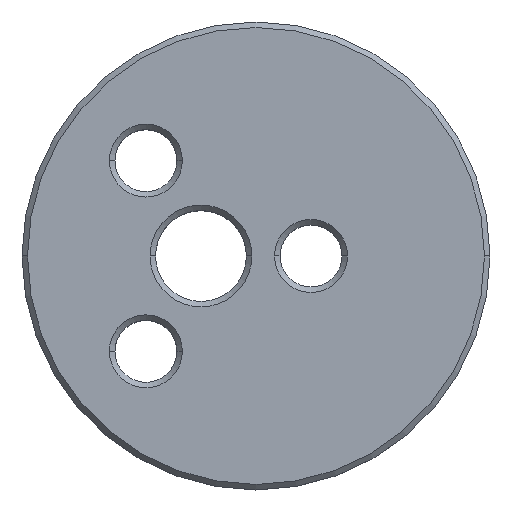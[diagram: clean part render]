
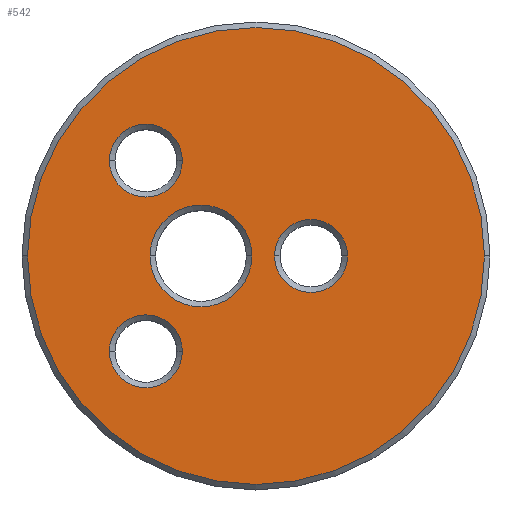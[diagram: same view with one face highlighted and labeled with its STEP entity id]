
A CAD part, top view. The second image highlights one B-rep face of the part: STEP entity #542.
In plain terms, the highlighted planar face has unit normal (0, 0, 1).
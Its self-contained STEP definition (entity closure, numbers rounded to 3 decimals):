
#17 = DIRECTION ( 'NONE',  ( 1., 0., 0. ) ) ;
#18 = PLANE ( 'NONE',  #444 ) ;
#19 = VERTEX_POINT ( 'NONE', #674 ) ;
#50 = AXIS2_PLACEMENT_3D ( 'NONE', #856, #87, #580 ) ;
#78 = VERTEX_POINT ( 'NONE', #793 ) ;
#87 = DIRECTION ( 'NONE',  ( 0., 0., -1. ) ) ;
#103 = VERTEX_POINT ( 'NONE', #584 ) ;
#109 = ORIENTED_EDGE ( 'NONE', *, *, #913, .T. ) ;
#131 = DIRECTION ( 'NONE',  ( 0., 0., -1. ) ) ;
#145 = ORIENTED_EDGE ( 'NONE', *, *, #553, .T. ) ;
#159 = VERTEX_POINT ( 'NONE', #953 ) ;
#181 = EDGE_LOOP ( 'NONE', ( #762, #109 ) ) ;
#187 = FACE_BOUND ( 'NONE', #647, .T. ) ;
#191 = DIRECTION ( 'NONE',  ( 0., 0., 1. ) ) ;
#195 = ORIENTED_EDGE ( 'NONE', *, *, #565, .T. ) ;
#196 = CIRCLE ( 'NONE', #763, 8.3 ) ;
#204 = DIRECTION ( 'NONE',  ( 1., 0., 0. ) ) ;
#214 = AXIS2_PLACEMENT_3D ( 'NONE', #950, #191, #266 ) ;
#225 = VERTEX_POINT ( 'NONE', #284 ) ;
#228 = EDGE_LOOP ( 'NONE', ( #262, #195 ) ) ;
#232 = AXIS2_PLACEMENT_3D ( 'NONE', #862, #482, #949 ) ;
#237 = EDGE_CURVE ( 'NONE', #679, #103, #196, .T. ) ;
#239 = ORIENTED_EDGE ( 'NONE', *, *, #588, .T. ) ;
#242 = EDGE_CURVE ( 'NONE', #159, #973, #558, .T. ) ;
#248 = DIRECTION ( 'NONE',  ( 1., 0., 0. ) ) ;
#262 = ORIENTED_EDGE ( 'NONE', *, *, #237, .T. ) ;
#266 = DIRECTION ( 'NONE',  ( 1., 0., 0. ) ) ;
#276 = DIRECTION ( 'NONE',  ( 1., 0., 0. ) ) ;
#277 = CIRCLE ( 'NONE', #396, 1.85 ) ;
#282 = DIRECTION ( 'NONE',  ( 0., 0., -1. ) ) ;
#284 = CARTESIAN_POINT ( 'NONE',  ( -0.675, 3.464, 5.2 ) ) ;
#305 = VERTEX_POINT ( 'NONE', #821 ) ;
#310 = CIRCLE ( 'NONE', #768, 1.325 ) ;
#321 = CARTESIAN_POINT ( 'NONE',  ( 4., 0., 5.2 ) ) ;
#322 = DIRECTION ( 'NONE',  ( 0., 0., -1. ) ) ;
#325 = AXIS2_PLACEMENT_3D ( 'NONE', #670, #131, #276 ) ;
#329 = DIRECTION ( 'NONE',  ( 1., 0., 0. ) ) ;
#334 = EDGE_LOOP ( 'NONE', ( #860, #877 ) ) ;
#336 = DIRECTION ( 'NONE',  ( 0., 0., -1. ) ) ;
#348 = AXIS2_PLACEMENT_3D ( 'NONE', #662, #282, #514 ) ;
#359 = CARTESIAN_POINT ( 'NONE',  ( -3.325, -3.464, 5.2 ) ) ;
#377 = CARTESIAN_POINT ( 'NONE',  ( -1.85, 0., 5.2 ) ) ;
#388 = DIRECTION ( 'NONE',  ( 0., 0., -1. ) ) ;
#396 = AXIS2_PLACEMENT_3D ( 'NONE', #956, #792, #646 ) ;
#402 = DIRECTION ( 'NONE',  ( 0., 0., 1. ) ) ;
#405 = FACE_OUTER_BOUND ( 'NONE', #228, .T. ) ;
#423 = CARTESIAN_POINT ( 'NONE',  ( -2., 3.464, 5.2 ) ) ;
#428 = AXIS2_PLACEMENT_3D ( 'NONE', #423, #322, #329 ) ;
#444 = AXIS2_PLACEMENT_3D ( 'NONE', #641, #402, #248 ) ;
#482 = DIRECTION ( 'NONE',  ( 0., 0., -1. ) ) ;
#491 = FACE_BOUND ( 'NONE', #334, .T. ) ;
#498 = CIRCLE ( 'NONE', #50, 1.325 ) ;
#504 = VERTEX_POINT ( 'NONE', #377 ) ;
#514 = DIRECTION ( 'NONE',  ( 1., 0., 0. ) ) ;
#527 = CIRCLE ( 'NONE', #428, 1.325 ) ;
#542 = ADVANCED_FACE ( 'NONE', ( #405, #187, #803, #491, #561 ), #18, .T. ) ;
#553 = EDGE_CURVE ( 'NONE', #225, #78, #527, .T. ) ;
#557 = EDGE_LOOP ( 'NONE', ( #145, #1001 ) ) ;
#558 = CIRCLE ( 'NONE', #325, 1.325 ) ;
#560 = CIRCLE ( 'NONE', #348, 1.325 ) ;
#561 = FACE_BOUND ( 'NONE', #181, .T. ) ;
#565 = EDGE_CURVE ( 'NONE', #103, #679, #782, .T. ) ;
#580 = DIRECTION ( 'NONE',  ( 1., 0., 0. ) ) ;
#584 = CARTESIAN_POINT ( 'NONE',  ( 10.3, 0., 5.2 ) ) ;
#588 = EDGE_CURVE ( 'NONE', #504, #19, #277, .T. ) ;
#595 = CARTESIAN_POINT ( 'NONE',  ( 2., 0., 5.2 ) ) ;
#625 = CIRCLE ( 'NONE', #232, 1.85 ) ;
#641 = CARTESIAN_POINT ( 'NONE',  ( 0.5, -0.866, 5.2 ) ) ;
#646 = DIRECTION ( 'NONE',  ( 1., 0., 0. ) ) ;
#647 = EDGE_LOOP ( 'NONE', ( #880, #239 ) ) ;
#653 = CARTESIAN_POINT ( 'NONE',  ( 2.675, 0., 5.2 ) ) ;
#654 = CIRCLE ( 'NONE', #784, 1.325 ) ;
#662 = CARTESIAN_POINT ( 'NONE',  ( -2., -3.464, 5.2 ) ) ;
#670 = CARTESIAN_POINT ( 'NONE',  ( 4., 0., 5.2 ) ) ;
#674 = CARTESIAN_POINT ( 'NONE',  ( 1.85, 0., 5.2 ) ) ;
#676 = EDGE_CURVE ( 'NONE', #305, #689, #560, .T. ) ;
#679 = VERTEX_POINT ( 'NONE', #740 ) ;
#682 = CARTESIAN_POINT ( 'NONE',  ( -2., 3.464, 5.2 ) ) ;
#689 = VERTEX_POINT ( 'NONE', #359 ) ;
#740 = CARTESIAN_POINT ( 'NONE',  ( -6.3, 0., 5.2 ) ) ;
#762 = ORIENTED_EDGE ( 'NONE', *, *, #676, .T. ) ;
#763 = AXIS2_PLACEMENT_3D ( 'NONE', #595, #978, #204 ) ;
#768 = AXIS2_PLACEMENT_3D ( 'NONE', #682, #388, #832 ) ;
#773 = EDGE_CURVE ( 'NONE', #78, #225, #310, .T. ) ;
#782 = CIRCLE ( 'NONE', #214, 8.3 ) ;
#784 = AXIS2_PLACEMENT_3D ( 'NONE', #321, #336, #17 ) ;
#792 = DIRECTION ( 'NONE',  ( 0., 0., -1. ) ) ;
#793 = CARTESIAN_POINT ( 'NONE',  ( -3.325, 3.464, 5.2 ) ) ;
#803 = FACE_BOUND ( 'NONE', #557, .T. ) ;
#821 = CARTESIAN_POINT ( 'NONE',  ( -0.675, -3.464, 5.2 ) ) ;
#832 = DIRECTION ( 'NONE',  ( 1., 0., 0. ) ) ;
#856 = CARTESIAN_POINT ( 'NONE',  ( -2., -3.464, 5.2 ) ) ;
#860 = ORIENTED_EDGE ( 'NONE', *, *, #242, .T. ) ;
#862 = CARTESIAN_POINT ( 'NONE',  ( 0., 0., 5.2 ) ) ;
#877 = ORIENTED_EDGE ( 'NONE', *, *, #995, .T. ) ;
#880 = ORIENTED_EDGE ( 'NONE', *, *, #911, .T. ) ;
#911 = EDGE_CURVE ( 'NONE', #19, #504, #625, .T. ) ;
#913 = EDGE_CURVE ( 'NONE', #689, #305, #498, .T. ) ;
#949 = DIRECTION ( 'NONE',  ( 1., 0., 0. ) ) ;
#950 = CARTESIAN_POINT ( 'NONE',  ( 2., 0., 5.2 ) ) ;
#953 = CARTESIAN_POINT ( 'NONE',  ( 5.325, 0., 5.2 ) ) ;
#956 = CARTESIAN_POINT ( 'NONE',  ( 0., 0., 5.2 ) ) ;
#973 = VERTEX_POINT ( 'NONE', #653 ) ;
#978 = DIRECTION ( 'NONE',  ( 0., 0., 1. ) ) ;
#995 = EDGE_CURVE ( 'NONE', #973, #159, #654, .T. ) ;
#1001 = ORIENTED_EDGE ( 'NONE', *, *, #773, .T. ) ;
